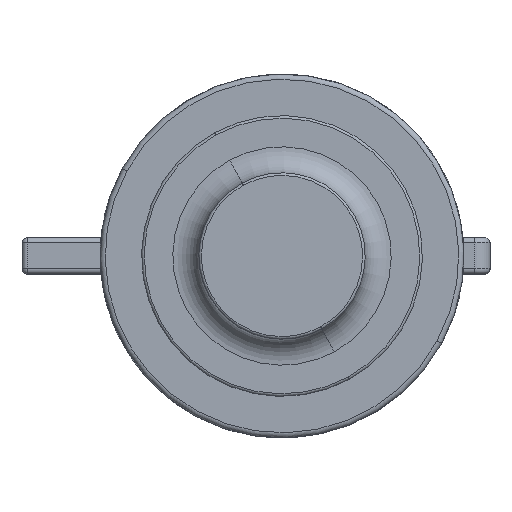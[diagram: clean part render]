
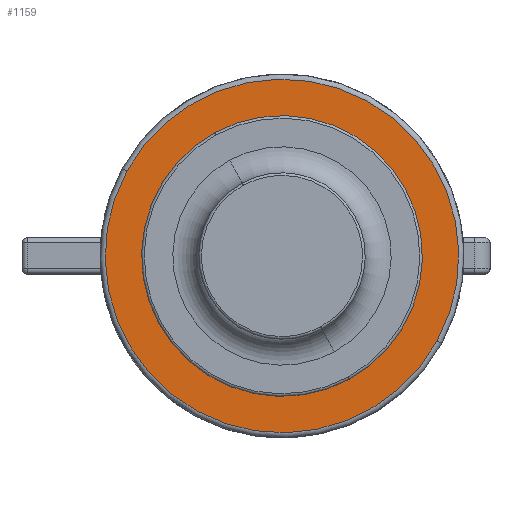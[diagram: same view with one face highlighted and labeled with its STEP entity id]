
A CAD part, left-side view. The second image highlights one B-rep face of the part: STEP entity #1159.
In plain terms, the highlighted planar face has unit normal (-1, 0, 0).
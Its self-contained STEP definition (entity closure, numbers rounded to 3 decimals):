
#263=CARTESIAN_POINT('Vertex',(0.,17.5,0.)) ;
#266=CARTESIAN_POINT('Axis2P3D Location',(0.,0.,0.)) ;
#270=CARTESIAN_POINT('Vertex',(0.,-17.5,0.)) ;
#333=CARTESIAN_POINT('Axis2P3D Location',(0.,0.,0.)) ;
#1132=CARTESIAN_POINT('Axis2P3D Location',(0.,0.,0.)) ;
#1137=CARTESIAN_POINT('Axis2P3D Location',(0.,0.,0.)) ;
#1141=CARTESIAN_POINT('Vertex',(0.,-29.838,-16.3)) ;
#1143=CARTESIAN_POINT('Vertex',(0.,29.838,16.3)) ;
#1146=CARTESIAN_POINT('Axis2P3D Location',(0.,0.,0.)) ;
#267=DIRECTION('Axis2P3D Direction',(-1.,-0.,0.)) ;
#334=DIRECTION('Axis2P3D Direction',(-1.,-0.,0.)) ;
#1133=DIRECTION('Axis2P3D Direction',(1.,0.,0.)) ;
#1134=DIRECTION('Axis2P3D XDirection',(0.,1.,0.)) ;
#1138=DIRECTION('Axis2P3D Direction',(1.,0.,0.)) ;
#1147=DIRECTION('Axis2P3D Direction',(1.,0.,0.)) ;
#268=AXIS2_PLACEMENT_3D('Circle Axis2P3D',#266,#267,$) ;
#335=AXIS2_PLACEMENT_3D('Circle Axis2P3D',#333,#334,$) ;
#1135=AXIS2_PLACEMENT_3D('Plane Axis2P3D',#1132,#1133,#1134) ;
#1139=AXIS2_PLACEMENT_3D('Circle Axis2P3D',#1137,#1138,$) ;
#1148=AXIS2_PLACEMENT_3D('Circle Axis2P3D',#1146,#1147,$) ;
#1152=ORIENTED_EDGE('',*,*,#1145,.F.) ;
#1153=ORIENTED_EDGE('',*,*,#1150,.F.) ;
#1156=ORIENTED_EDGE('',*,*,#272,.F.) ;
#1157=ORIENTED_EDGE('',*,*,#337,.F.) ;
#1158=FACE_BOUND('',#1155,.T.) ;
#1159=ADVANCED_FACE('PartBody',(#1154,#1158),#1136,.F.) ;
#269=CIRCLE('generated circle',#268,17.5) ;
#336=CIRCLE('generated circle',#335,17.5) ;
#1140=CIRCLE('generated circle',#1139,34.) ;
#1149=CIRCLE('generated circle',#1148,34.) ;
#272=EDGE_CURVE('',#264,#271,#269,.T.) ;
#337=EDGE_CURVE('',#271,#264,#336,.T.) ;
#1145=EDGE_CURVE('',#1142,#1144,#1140,.T.) ;
#1150=EDGE_CURVE('',#1144,#1142,#1149,.T.) ;
#1151=EDGE_LOOP('',(#1152,#1153)) ;
#1155=EDGE_LOOP('',(#1156,#1157)) ;
#1154=FACE_OUTER_BOUND('',#1151,.T.) ;
#1136=PLANE('',#1135) ;
#264=VERTEX_POINT('',#263) ;
#271=VERTEX_POINT('',#270) ;
#1142=VERTEX_POINT('',#1141) ;
#1144=VERTEX_POINT('',#1143) ;
